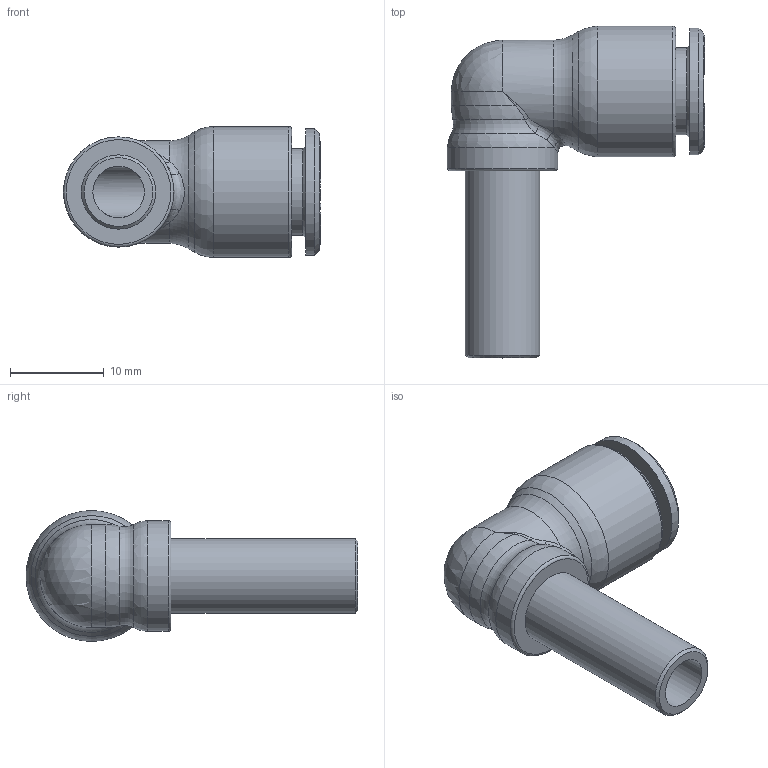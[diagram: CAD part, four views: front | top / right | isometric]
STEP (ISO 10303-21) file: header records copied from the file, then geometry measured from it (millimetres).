
FILE_DESCRIPTION(/* description */ ('STEP AP214'),/* implementation_level */ '2;1');
FILE_NAME(/* name */ 'B0390040',/* time_stamp */ '2023-03-30T15:42:03+02:00',/* author */ ('License CC BY-ND 4.0'),/* organization */ ('CADENAS'),/* preprocessor_version */ 'ST-DEVELOPER v19.3',/* originating_system */ 'PARTsolutions',/* authorisation */ ' ');
FILE_SCHEMA (('AUTOMOTIVE_DESIGN {1 0 10303 214 3 1 1}'));
Length unit declared in the file: millimetre
Products named in the file (1): B0390040
Bounding box: 27.5 x 35.5 x 14 mm (x, y, z)
Volume: 2830.5 mm3; surface area: 2968.2 mm2
Topology: 1 solids, 3 shells, 209 faces, 525 edges, 342 vertices
Faces by surface type: plane 103, bspline 79, cylinder 14, torus 7, cone 5, sphere 1
Full cylindrical faces by diameter (mm): 5.5 x2, 7.95 x1, 8.15 x1, 9.3 x1, 11.8 x1, 13.5 x1, 14 x1
Entity records: 10024 total; most frequent: CARTESIAN_POINT 5639, ORIENTED_EDGE 996, DIRECTION 641, EDGE_CURVE 498, VERTEX_POINT 336, LINE 293, VECTOR 293, EDGE_LOOP 252
